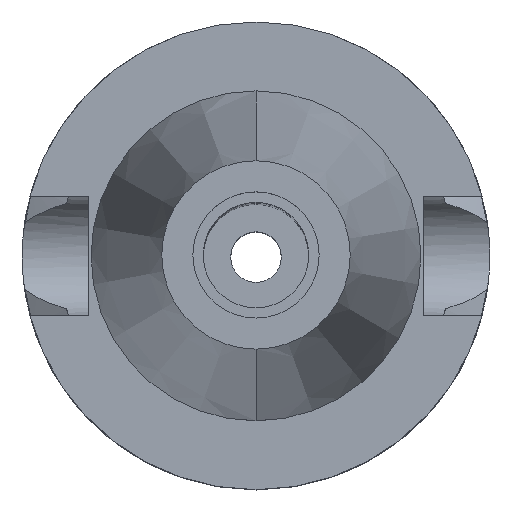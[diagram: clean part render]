
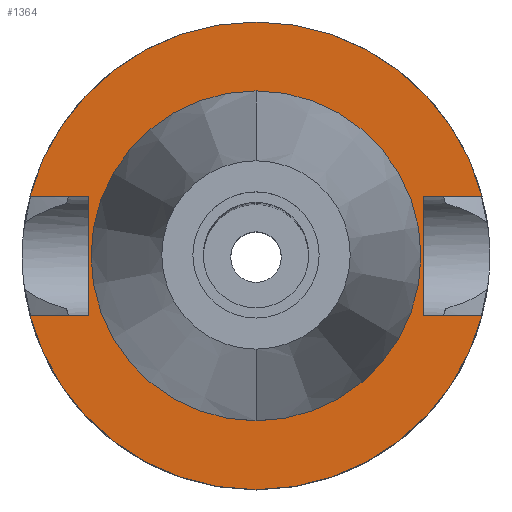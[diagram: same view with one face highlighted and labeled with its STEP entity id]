
A CAD part, top view. The second image highlights one B-rep face of the part: STEP entity #1364.
In plain terms, the highlighted planar face has unit normal (0, 0, 1).
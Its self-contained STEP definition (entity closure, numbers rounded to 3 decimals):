
#94=DIRECTION('',(0.,1.,0.));
#95=VECTOR('',#94,16.1);
#96=CARTESIAN_POINT('',(-22.5,-8.05,-1.));
#97=LINE('',#96,#95);
#101=DIRECTION('',(-1.,0.,0.));
#102=VECTOR('',#101,7.954);
#103=CARTESIAN_POINT('',(-22.5,8.05,-1.));
#104=LINE('',#103,#102);
#108=CARTESIAN_POINT('',(0.,0.,-1.));
#109=DIRECTION('',(0.,0.,-1.));
#110=DIRECTION('',(-0.967,0.256,0.));
#111=AXIS2_PLACEMENT_3D('',#108,#109,#110);
#116=CARTESIAN_POINT('',(0.,0.,-1.));
#117=DIRECTION('',(0.,0.,-1.));
#118=DIRECTION('',(0.,1.,0.));
#119=AXIS2_PLACEMENT_3D('',#116,#117,#118);
#124=DIRECTION('',(0.,-1.,0.));
#125=VECTOR('',#124,16.1);
#126=CARTESIAN_POINT('',(22.5,8.05,-1.));
#127=LINE('',#126,#125);
#131=DIRECTION('',(1.,0.,0.));
#132=VECTOR('',#131,7.954);
#133=CARTESIAN_POINT('',(22.5,-8.05,-1.));
#134=LINE('',#133,#132);
#138=CARTESIAN_POINT('',(0.,0.,-1.));
#139=DIRECTION('',(0.,0.,-1.));
#140=DIRECTION('',(0.967,-0.256,0.));
#141=AXIS2_PLACEMENT_3D('',#138,#139,#140);
#146=CARTESIAN_POINT('',(0.,0.,-1.));
#147=DIRECTION('',(0.,0.,-1.));
#148=DIRECTION('',(0.,-1.,0.));
#149=AXIS2_PLACEMENT_3D('',#146,#147,#148);
#154=CARTESIAN_POINT('',(0.,0.,-1.));
#155=DIRECTION('',(0.,0.,1.));
#156=DIRECTION('',(0.,-1.,0.));
#157=AXIS2_PLACEMENT_3D('',#154,#155,#156);
#162=CARTESIAN_POINT('',(0.,0.,-1.));
#163=DIRECTION('',(0.,0.,1.));
#164=DIRECTION('',(0.,1.,0.));
#165=AXIS2_PLACEMENT_3D('',#162,#163,#164);
#200=DIRECTION('',(-1.,0.,0.));
#201=VECTOR('',#200,7.954);
#202=CARTESIAN_POINT('',(-22.5,-8.05,-1.));
#203=LINE('',#202,#201);
#337=DIRECTION('',(1.,0.,0.));
#338=VECTOR('',#337,7.954);
#339=CARTESIAN_POINT('',(22.5,8.05,-1.));
#340=LINE('',#339,#338);
#1100=CARTESIAN_POINT('',(0.,22.225,-1.));
#1101=VERTEX_POINT('',#1100);
#1102=CARTESIAN_POINT('',(0.,-22.225,-1.));
#1103=VERTEX_POINT('',#1102);
#1104=CARTESIAN_POINT('',(-22.5,-8.05,-1.));
#1105=CARTESIAN_POINT('',(-22.5,8.05,-1.));
#1106=VERTEX_POINT('',#1104);
#1107=VERTEX_POINT('',#1105);
#1108=CARTESIAN_POINT('',(-30.454,8.05,-1.));
#1109=VERTEX_POINT('',#1108);
#1110=CARTESIAN_POINT('',(0.,31.5,-1.));
#1111=CARTESIAN_POINT('',(30.454,8.05,-1.));
#1112=VERTEX_POINT('',#1110);
#1113=VERTEX_POINT('',#1111);
#1114=CARTESIAN_POINT('',(22.5,8.05,-1.));
#1115=VERTEX_POINT('',#1114);
#1116=CARTESIAN_POINT('',(22.5,-8.05,-1.));
#1117=VERTEX_POINT('',#1116);
#1118=CARTESIAN_POINT('',(30.454,-8.05,-1.));
#1119=VERTEX_POINT('',#1118);
#1120=CARTESIAN_POINT('',(0.,-31.5,-1.));
#1121=CARTESIAN_POINT('',(-30.454,-8.05,-1.));
#1122=VERTEX_POINT('',#1120);
#1123=VERTEX_POINT('',#1121);
#1333=CARTESIAN_POINT('',(0.,0.,-1.));
#1334=DIRECTION('',(0.,0.,1.));
#1335=DIRECTION('',(0.,1.,0.));
#1336=AXIS2_PLACEMENT_3D('',#1333,#1334,#1335);
#1337=PLANE('',#1336);
#1339=ORIENTED_EDGE('',*,*,#1338,.T.);
#1341=ORIENTED_EDGE('',*,*,#1340,.T.);
#1343=ORIENTED_EDGE('',*,*,#1342,.T.);
#1345=ORIENTED_EDGE('',*,*,#1344,.T.);
#1347=ORIENTED_EDGE('',*,*,#1346,.F.);
#1349=ORIENTED_EDGE('',*,*,#1348,.T.);
#1351=ORIENTED_EDGE('',*,*,#1350,.T.);
#1353=ORIENTED_EDGE('',*,*,#1352,.T.);
#1355=ORIENTED_EDGE('',*,*,#1354,.T.);
#1357=ORIENTED_EDGE('',*,*,#1356,.F.);
#1358=EDGE_LOOP('',(#1339,#1341,#1343,#1345,#1347,#1349,#1351,#1353,#1355,
#1357));
#1359=FACE_OUTER_BOUND('',#1358,.F.);
#1360=ORIENTED_EDGE('',*,*,#1312,.T.);
#1361=ORIENTED_EDGE('',*,*,#1328,.T.);
#1362=EDGE_LOOP('',(#1360,#1361));
#1363=FACE_BOUND('',#1362,.F.);
#112=CIRCLE('',#111,31.5);
#120=CIRCLE('',#119,31.5);
#142=CIRCLE('',#141,31.5);
#150=CIRCLE('',#149,31.5);
#158=CIRCLE('',#157,22.225);
#166=CIRCLE('',#165,22.225);
#1312=EDGE_CURVE('',#1103,#1101,#158,.T.);
#1328=EDGE_CURVE('',#1101,#1103,#166,.T.);
#1338=EDGE_CURVE('',#1106,#1107,#97,.T.);
#1340=EDGE_CURVE('',#1107,#1109,#104,.T.);
#1342=EDGE_CURVE('',#1109,#1112,#112,.T.);
#1344=EDGE_CURVE('',#1112,#1113,#120,.T.);
#1346=EDGE_CURVE('',#1115,#1113,#340,.T.);
#1348=EDGE_CURVE('',#1115,#1117,#127,.T.);
#1350=EDGE_CURVE('',#1117,#1119,#134,.T.);
#1352=EDGE_CURVE('',#1119,#1122,#142,.T.);
#1354=EDGE_CURVE('',#1122,#1123,#150,.T.);
#1356=EDGE_CURVE('',#1106,#1123,#203,.T.);
#1364=ADVANCED_FACE('',(#1359,#1363),#1337,.T.);
